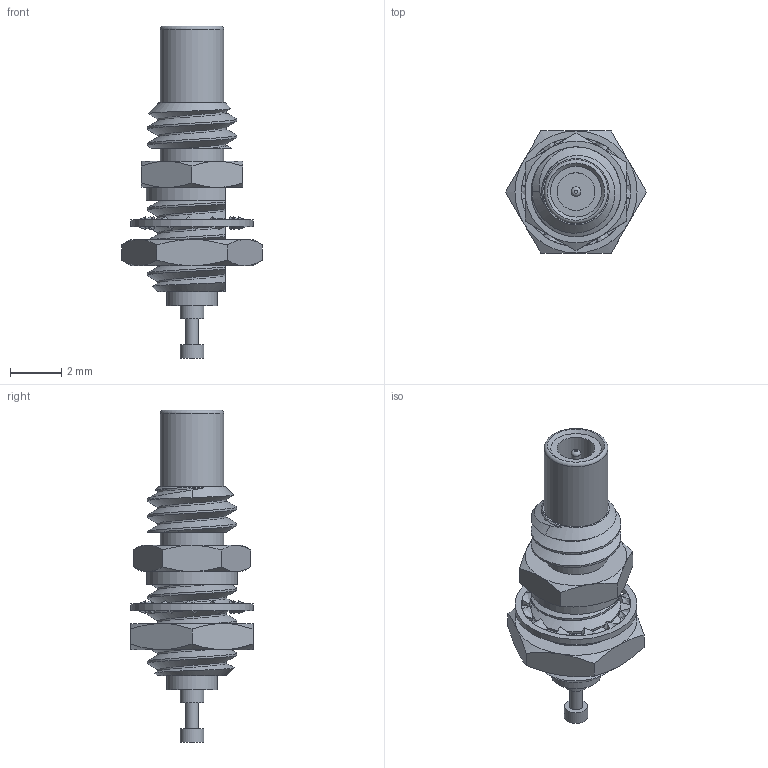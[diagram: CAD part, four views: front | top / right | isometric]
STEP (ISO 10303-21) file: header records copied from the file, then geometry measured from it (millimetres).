
FILE_DESCRIPTION (( 'STEP AP203' ), '1' );
FILE_NAME ('PE45390_3D.step', '2020-12-08T22:05:52', ( '' ), ( '' ), 'SwSTEP 2.0', 'SolidWorks 2018', '' );
FILE_SCHEMA (( 'CONFIG_CONTROL_DESIGN' ));
Length unit declared in the file: inch
Products named in the file (1): PE45390_3D
Bounding box: 5.5 x 4.76 x 12.95 mm (x, y, z)
Volume: 84.4 mm3; surface area: 254.5 mm2
Topology: 3 solids, 3 shells, 185 faces, 529 edges, 360 vertices
Faces by surface type: bspline 77, plane 45, cone 32, cylinder 29, torus 2
Full cylindrical faces by diameter (mm): 0.381 x1, 0.508 x1, 0.914 x2, 1.473 x1, 1.981 x1, 2.489 x2, 4.763 x1
Entity records: 12027 total; most frequent: CARTESIAN_POINT 8027, ORIENTED_EDGE 1006, DIRECTION 520, EDGE_CURVE 503, VERTEX_POINT 351, B_SPLINE_CURVE_WITH_KNOTS 267, AXIS2_PLACEMENT_3D 214, EDGE_LOOP 212
